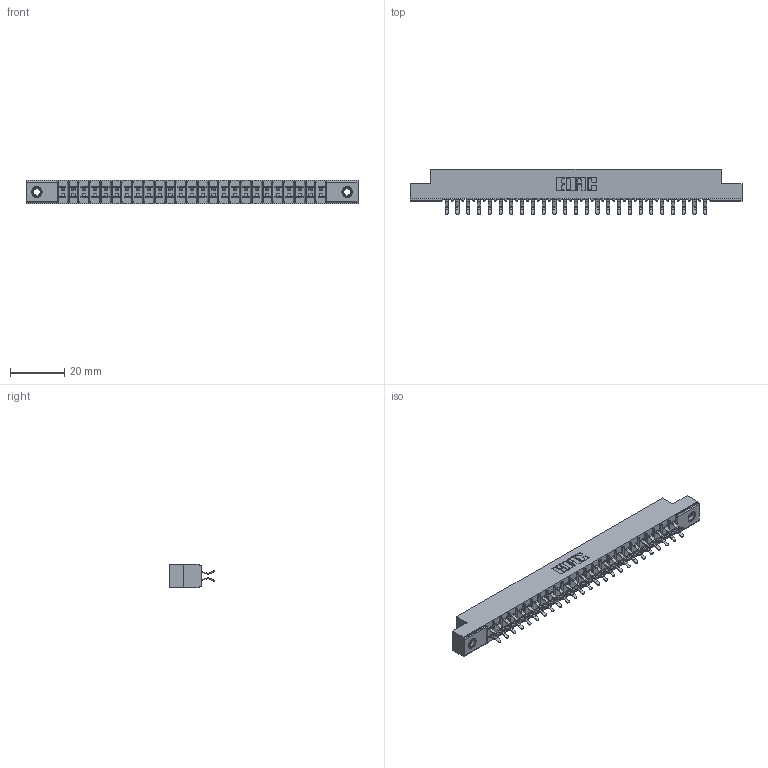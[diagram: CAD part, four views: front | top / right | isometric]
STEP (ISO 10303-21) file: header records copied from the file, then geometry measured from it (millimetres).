
FILE_DESCRIPTION (( 'STEP AP203' ), '1' );
FILE_NAME ('305-050-556-507.STEP', '2019-09-09T22:03:15', ( '' ), ( '' ), 'SwSTEP 2.0', 'SolidWorks 2016', '' );
FILE_SCHEMA (( 'CONFIG_CONTROL_DESIGN' ));
Length unit declared in the file: inch
Products named in the file (4): 305-290-001_556; 305-050-556-507; 305 Part_.156 Dia; 345-250-001_345-250-005-103
Assembly tree (53 placements, depth 2):
  305-050-556-507
    305 Part_.156 Dia
    305-290-001_556  x50
    345-250-001_345-250-005-103  x2
Bounding box: 122.07 x 16.64 x 8.71 mm (x, y, z)
Volume: 7282.2 mm3; surface area: 14761.6 mm2
Topology: 53 solids, 53 shells, 2976 faces, 8527 edges, 5542 vertices
Faces by surface type: plane 1650, cylinder 1210, sphere 100, cone 12, torus 4
Entity records: 30545 total; most frequent: CARTESIAN_POINT 5040, ORIENTED_EDGE 4994, DIRECTION 4903, EDGE_CURVE 2497, VECTOR 1993, LINE 1993, VERTEX_POINT 1592, AXIS2_PLACEMENT_3D 1455
